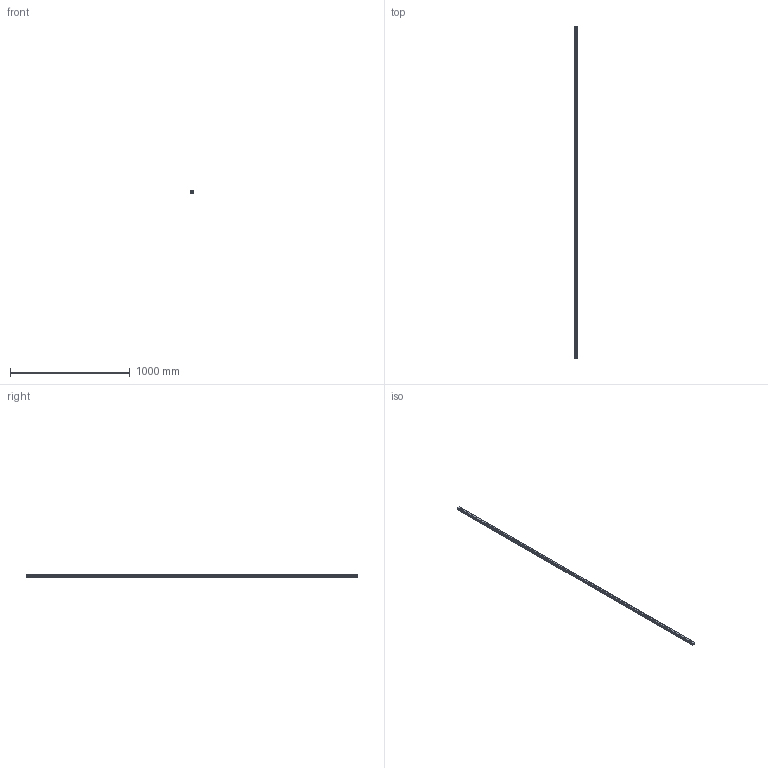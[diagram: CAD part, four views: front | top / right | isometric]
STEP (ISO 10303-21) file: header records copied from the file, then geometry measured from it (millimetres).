
FILE_DESCRIPTION(('STEP AP214'),'1');
FILE_NAME('cctmp_CB422415-E926-46D6-8DB5-2F550B10DBAB_2020_6_9_14_31_55_608..stp','2020-06-09T12:31:55',('HIWIN GmbH'),('CADClick - www.CADClick.com'),'Spatial InterOp 3D',' ','unknown authorization');
FILE_SCHEMA(('AUTOMOTIVE_DESIGN'));
Length unit declared in the file: millimetre
Products named in the file (1): HGR25R2770H_FILE
Bounding box: 23 x 2770 x 22 mm (x, y, z)
Volume: 1151798 mm3; surface area: 284491.2 mm2
Topology: 1 solids, 1 shells, 663 faces, 1695 edges, 1130 vertices
Faces by surface type: plane 365, cylinder 298
Entity records: 25921 total; most frequent: DIRECTION 3987, CARTESIAN_POINT 3489, ORIENTED_EDGE 3390, EDGE_CURVE 1695, AXIS2_PLACEMENT_3D 1628, VERTEX_POINT 1130, CIRCLE 780, EDGE_LOOP 759
